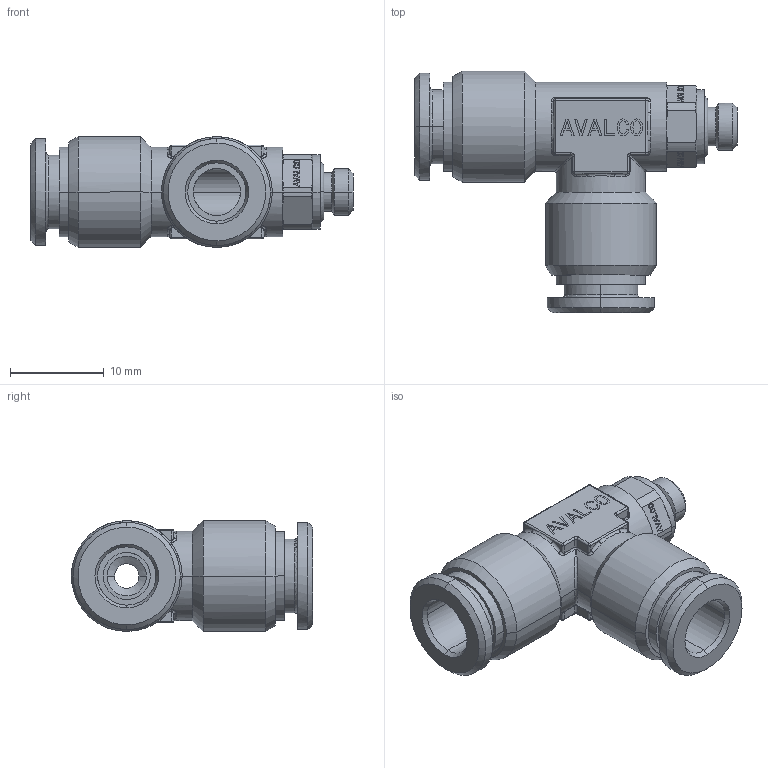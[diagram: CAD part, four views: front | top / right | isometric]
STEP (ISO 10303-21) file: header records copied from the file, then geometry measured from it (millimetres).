
FILE_DESCRIPTION(('CATIA V5 STEP Exchange'),'2;1');
FILE_NAME('PR427B-06M5H.stp','2018-04-14T14:37:44+00:00',('none'),('none'),'CATIA Version 5 Release 21 GA (IN-10)','CATIA V5 STEP AP203','none');
FILE_SCHEMA(('CONFIG_CONTROL_DESIGN'));
Length unit declared in the file: millimetre
Products named in the file (1): PR427B-06M5H
Bounding box: 34.3 x 25.7 x 11.8 mm (x, y, z)
Volume: 2789.9 mm3; surface area: 3130.6 mm2
Topology: 2 solids, 2 shells, 820 faces, 2151 edges, 1386 vertices
Faces by surface type: plane 610, cylinder 100, cone 46, torus 30, bspline 22, sphere 12
Entity records: 26593 total; most frequent: CARTESIAN_POINT 7295, ORIENTED_EDGE 4302, DIRECTION 3337, EDGE_CURVE 2151, VECTOR 1736, LINE 1736, VERTEX_POINT 1386, AXIS2_PLACEMENT_3D 913
